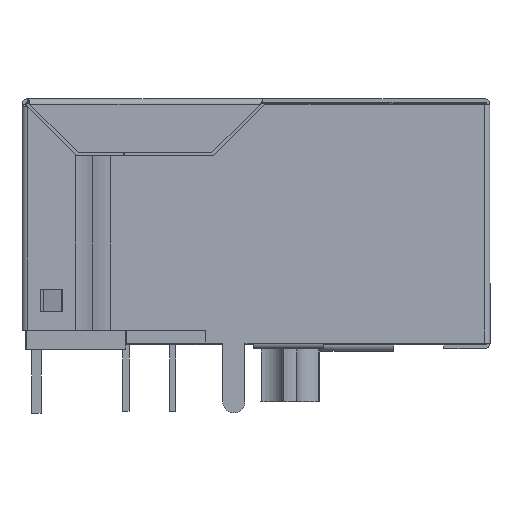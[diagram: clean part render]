
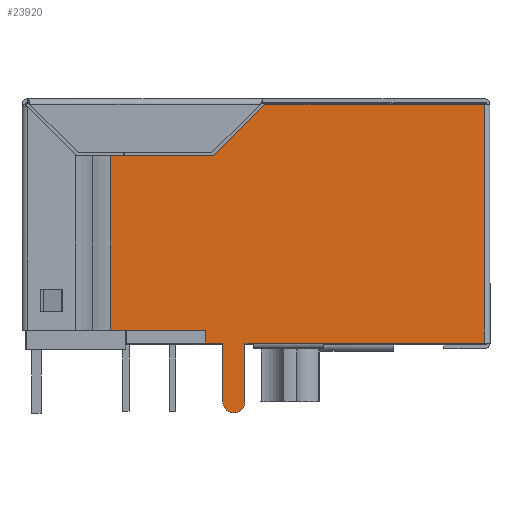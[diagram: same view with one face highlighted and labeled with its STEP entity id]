
A CAD part, left-side view. The second image highlights one B-rep face of the part: STEP entity #23920.
In plain terms, the highlighted face is planar.
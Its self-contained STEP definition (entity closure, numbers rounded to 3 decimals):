
#349=CIRCLE('',#24794,0.6);
#2787=ORIENTED_EDGE('',*,*,#6746,.T.);
#2788=ORIENTED_EDGE('',*,*,#6751,.T.);
#2789=ORIENTED_EDGE('',*,*,#7170,.T.);
#2790=ORIENTED_EDGE('',*,*,#6771,.F.);
#2791=ORIENTED_EDGE('',*,*,#6774,.F.);
#2792=ORIENTED_EDGE('',*,*,#6776,.F.);
#2793=ORIENTED_EDGE('',*,*,#7171,.T.);
#2794=ORIENTED_EDGE('',*,*,#6780,.T.);
#2795=ORIENTED_EDGE('',*,*,#7172,.T.);
#2796=ORIENTED_EDGE('',*,*,#7173,.T.);
#2797=ORIENTED_EDGE('',*,*,#7174,.T.);
#2798=ORIENTED_EDGE('',*,*,#7175,.T.);
#2799=ORIENTED_EDGE('',*,*,#7176,.T.);
#2800=ORIENTED_EDGE('',*,*,#6723,.T.);
#6723=EDGE_CURVE('',#9161,#9160,#10840,.T.);
#6746=EDGE_CURVE('',#9160,#9175,#10860,.T.);
#6751=EDGE_CURVE('',#9175,#9176,#10865,.T.);
#6771=EDGE_CURVE('',#9187,#9188,#10880,.T.);
#6774=EDGE_CURVE('',#9189,#9187,#349,.T.);
#6776=EDGE_CURVE('',#9190,#9189,#10884,.T.);
#6780=EDGE_CURVE('',#8933,#8936,#10888,.T.);
#7170=EDGE_CURVE('',#9176,#9188,#11131,.T.);
#7171=EDGE_CURVE('',#9190,#8933,#11132,.T.);
#7172=EDGE_CURVE('',#8936,#9425,#11133,.T.);
#7173=EDGE_CURVE('',#9425,#9426,#11134,.T.);
#7174=EDGE_CURVE('',#9426,#9427,#11135,.T.);
#7175=EDGE_CURVE('',#9427,#9428,#11136,.T.);
#7176=EDGE_CURVE('',#9428,#9161,#11137,.T.);
#8933=VERTEX_POINT('',#31175);
#8936=VERTEX_POINT('',#31183);
#9160=VERTEX_POINT('',#32123);
#9161=VERTEX_POINT('',#32125);
#9175=VERTEX_POINT('',#32168);
#9176=VERTEX_POINT('',#32174);
#9187=VERTEX_POINT('',#32215);
#9188=VERTEX_POINT('',#32216);
#9189=VERTEX_POINT('',#32221);
#9190=VERTEX_POINT('',#32225);
#9425=VERTEX_POINT('',#33638);
#9426=VERTEX_POINT('',#33640);
#9427=VERTEX_POINT('',#33642);
#9428=VERTEX_POINT('',#33644);
#10840=LINE('',#32124,#12846);
#10860=LINE('',#32167,#12866);
#10865=LINE('',#32175,#12871);
#10880=LINE('',#32214,#12886);
#10884=LINE('',#32224,#12890);
#10888=LINE('',#32230,#12894);
#11131=LINE('',#33635,#13137);
#11132=LINE('',#33636,#13138);
#11133=LINE('',#33637,#13139);
#11134=LINE('',#33639,#13140);
#11135=LINE('',#33641,#13141);
#11136=LINE('',#33643,#13142);
#11137=LINE('',#33645,#13143);
#12846=VECTOR('',#26820,1000.);
#12866=VECTOR('',#26858,1000.);
#12871=VECTOR('',#26865,1000.);
#12886=VECTOR('',#26908,1000.);
#12890=VECTOR('',#26918,1000.);
#12894=VECTOR('',#26924,1000.);
#13137=VECTOR('',#27535,1000.);
#13138=VECTOR('',#27536,1000.);
#13139=VECTOR('',#27537,1000.);
#13140=VECTOR('',#27538,1000.);
#13141=VECTOR('',#27539,1000.);
#13142=VECTOR('',#27540,1000.);
#13143=VECTOR('',#27541,1000.);
#14804=EDGE_LOOP('',(#2787,#2788,#2789,#2790,#2791,#2792,#2793,#2794,#2795,
#2796,#2797,#2798,#2799,#2800));
#15792=FACE_BOUND('',#14804,.T.);
#16641=PLANE('',#24980);
#23920=ADVANCED_FACE('',(#15792),#16641,.T.);
#24794=AXIS2_PLACEMENT_3D('',#32220,#26913,#26914);
#24980=AXIS2_PLACEMENT_3D('',#33634,#27533,#27534);
#26820=DIRECTION('',(0.,0.,1.));
#26858=DIRECTION('',(0.,-1.,0.));
#26865=DIRECTION('',(0.,0.,1.));
#26908=DIRECTION('',(0.,0.,-1.));
#26913=DIRECTION('',(-1.,0.,0.));
#26914=DIRECTION('',(0.,-1.,0.));
#26918=DIRECTION('',(0.,0.,1.));
#26924=DIRECTION('',(0.,-1.,0.));
#27533=DIRECTION('',(1.,0.,0.));
#27534=DIRECTION('',(0.,1.,0.));
#27535=DIRECTION('',(0.,-1.,0.));
#27536=DIRECTION('',(0.,-1.,0.));
#27537=DIRECTION('',(0.,-1.,0.));
#27538=DIRECTION('',(0.,0.,-1.));
#27539=DIRECTION('',(0.,1.,0.));
#27540=DIRECTION('',(0.,0.707,0.707));
#27541=DIRECTION('',(0.,1.,0.));
#31175=CARTESIAN_POINT('',(8.1,0.14,6.45));
#31183=CARTESIAN_POINT('',(8.1,-3.66,6.45));
#32123=CARTESIAN_POINT('',(8.1,7.85,5.75));
#32124=CARTESIAN_POINT('',(8.1,7.85,-3.666));
#32125=CARTESIAN_POINT('',(8.1,7.85,-3.666));
#32167=CARTESIAN_POINT('',(8.1,-12.48,5.75));
#32168=CARTESIAN_POINT('',(8.1,2.75,5.75));
#32174=CARTESIAN_POINT('',(8.1,2.75,6.45));
#32175=CARTESIAN_POINT('',(8.1,2.75,6.45));
#32214=CARTESIAN_POINT('',(8.1,1.8,9.63));
#32215=CARTESIAN_POINT('',(8.1,1.8,9.63));
#32216=CARTESIAN_POINT('',(8.1,1.8,6.45));
#32220=CARTESIAN_POINT('',(8.1,1.2,9.63));
#32221=CARTESIAN_POINT('',(8.1,0.6,9.63));
#32224=CARTESIAN_POINT('',(8.1,0.6,6.45));
#32225=CARTESIAN_POINT('',(8.1,0.6,6.45));
#32230=CARTESIAN_POINT('',(8.1,0.14,6.45));
#33634=CARTESIAN_POINT('',(8.1,-12.48,6.45));
#33635=CARTESIAN_POINT('',(8.1,-12.48,6.45));
#33636=CARTESIAN_POINT('',(8.1,-12.48,6.45));
#33637=CARTESIAN_POINT('',(8.1,-12.48,6.45));
#33638=CARTESIAN_POINT('',(8.1,-12.35,6.45));
#33639=CARTESIAN_POINT('',(8.1,-12.35,6.45));
#33640=CARTESIAN_POINT('',(8.1,-12.35,-6.45));
#33641=CARTESIAN_POINT('',(8.1,-12.48,-6.45));
#33642=CARTESIAN_POINT('',(8.1,-0.48,-6.45));
#33643=CARTESIAN_POINT('',(8.1,-0.48,-6.45));
#33644=CARTESIAN_POINT('',(8.1,2.304,-3.666));
#33645=CARTESIAN_POINT('',(8.1,2.304,-3.666));
